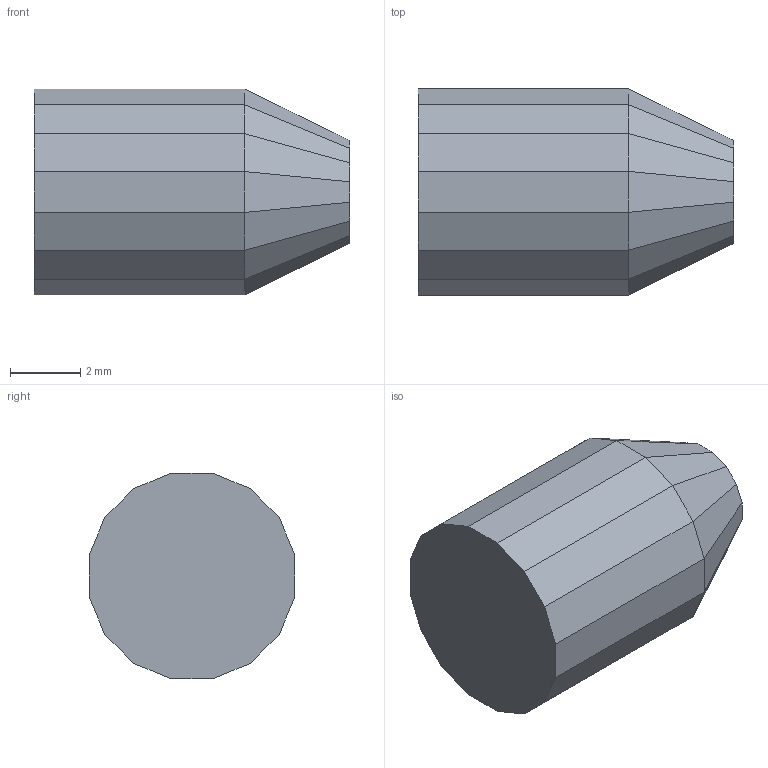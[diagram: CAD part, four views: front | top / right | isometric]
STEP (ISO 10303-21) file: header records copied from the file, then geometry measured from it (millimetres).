
FILE_DESCRIPTION(/* description */ (''),/* implementation_level */ '2;1');
FILE_NAME(/* name */ 'Entrance.step',/* time_stamp */ '2023-04-01T19:20:58+08:00',/* author */ (''),/* organization */ (''),/* preprocessor_version */ 'ST-DEVELOPER v15.2',/* originating_system */ 'Autodesk Translator Framework v2.0.0.5431',/* authorisation */ '');
FILE_SCHEMA (('AUTOMOTIVE_DESIGN { 1 0 10303 214 3 1 1 }'));
Length unit declared in the file: centimetre
Products named in the file (1): (未保存)
Bounding box: 9 x 5.88 x 5.88 mm (x, y, z)
Volume: 213.5 mm3; surface area: 193.7 mm2
Topology: 1 solids, 1 shells, 34 faces, 80 edges, 48 vertices
Faces by surface type: plane 34
Entity records: 955 total; most frequent: CARTESIAN_POINT 163, ORIENTED_EDGE 160, DIRECTION 150, LINE 80, VECTOR 80, EDGE_CURVE 80, VERTEX_POINT 48, AXIS2_PLACEMENT_3D 35
